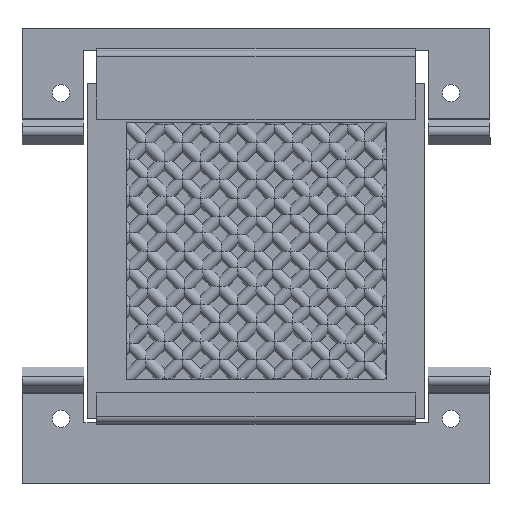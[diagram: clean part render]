
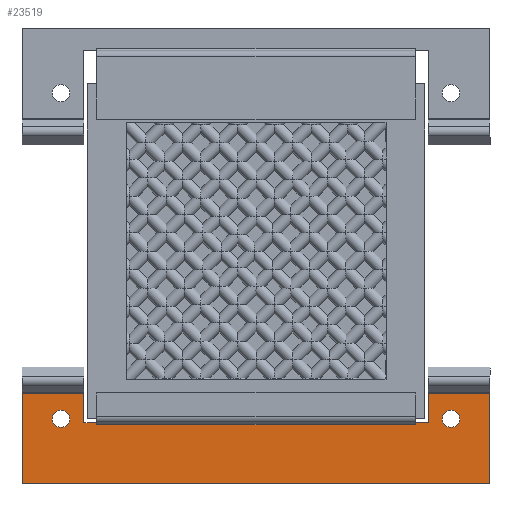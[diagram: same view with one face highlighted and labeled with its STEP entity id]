
A CAD part, front view. The second image highlights one B-rep face of the part: STEP entity #23519.
In plain terms, the highlighted planar face has unit normal (0, -1, 0).
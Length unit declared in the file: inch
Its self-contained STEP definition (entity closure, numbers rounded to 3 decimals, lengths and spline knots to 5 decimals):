
#122 = ORIENTED_EDGE ( 'NONE', *, *, #22309, .T. ) ;
#134 = LINE ( 'NONE', #24073, #22345 ) ;
#506 = DIRECTION ( 'NONE',  ( -1., 0., 0. ) ) ;
#625 = VECTOR ( 'NONE', #12226, 39.37008 ) ;
#697 = VERTEX_POINT ( 'NONE', #16488 ) ;
#765 = DIRECTION ( 'NONE',  ( 1., 0., 0. ) ) ;
#1551 = VERTEX_POINT ( 'NONE', #19342 ) ;
#1557 = CARTESIAN_POINT ( 'NONE',  ( 3.781, 0., -3.805 ) ) ;
#1648 = CARTESIAN_POINT ( 'NONE',  ( 4.5, 0., -3.9339 ) ) ;
#1657 = DIRECTION ( 'NONE',  ( -1., 0., 0. ) ) ;
#1702 = EDGE_CURVE ( 'NONE', #21278, #20408, #8056, .T. ) ;
#2220 = VECTOR ( 'NONE', #9548, 39.37008 ) ;
#2589 = CARTESIAN_POINT ( 'NONE',  ( 3.906, 0., -3.51265 ) ) ;
#2690 = CARTESIAN_POINT ( 'NONE',  ( 2.25, 0., -3.795 ) ) ;
#2953 = EDGE_CURVE ( 'NONE', #15651, #19582, #19316, .T. ) ;
#3853 = ORIENTED_EDGE ( 'NONE', *, *, #5420, .T. ) ;
#3871 = CARTESIAN_POINT ( 'NONE',  ( 0.375, 0., -3.838 ) ) ;
#4372 = DIRECTION ( 'NONE',  ( 1., 0., 0. ) ) ;
#4504 = EDGE_CURVE ( 'NONE', #9156, #1551, #23181, .T. ) ;
#4569 = LINE ( 'NONE', #16878, #8021 ) ;
#5087 = CARTESIAN_POINT ( 'NONE',  ( 4.5, 0., -3.51265 ) ) ;
#5283 = FACE_BOUND ( 'NONE', #8828, .T. ) ;
#5378 = CARTESIAN_POINT ( 'NONE',  ( 0.594, 0., -3.65383 ) ) ;
#5420 = EDGE_CURVE ( 'NONE', #23310, #21278, #22694, .T. ) ;
#5433 = DIRECTION ( 'NONE',  ( 0., 0., -1. ) ) ;
#5865 = DIRECTION ( 'NONE',  ( 0., 0., -1. ) ) ;
#5906 = CARTESIAN_POINT ( 'NONE',  ( 2.25, 0., -4.38 ) ) ;
#5941 = ORIENTED_EDGE ( 'NONE', *, *, #1702, .T. ) ;
#6230 = ORIENTED_EDGE ( 'NONE', *, *, #14141, .T. ) ;
#6256 = DIRECTION ( 'NONE',  ( 0., 0., -1. ) ) ;
#6567 = CARTESIAN_POINT ( 'NONE',  ( 2.25, 0., -3.795 ) ) ;
#6904 = CIRCLE ( 'NONE', #20143, 0.083 ) ;
#6953 = LINE ( 'NONE', #2690, #22359 ) ;
#7123 = CARTESIAN_POINT ( 'NONE',  ( 0.719, 0., -3.805 ) ) ;
#7212 = FACE_OUTER_BOUND ( 'NONE', #11997, .T. ) ;
#7348 = LINE ( 'NONE', #19409, #20544 ) ;
#7960 = LINE ( 'NONE', #5906, #625 ) ;
#8021 = VECTOR ( 'NONE', #18826, 39.37008 ) ;
#8056 = LINE ( 'NONE', #22053, #12602 ) ;
#8166 = CARTESIAN_POINT ( 'NONE',  ( 0.719, 0., -3.815 ) ) ;
#8366 = ORIENTED_EDGE ( 'NONE', *, *, #14858, .F. ) ;
#8828 = EDGE_LOOP ( 'NONE', ( #22992 ) ) ;
#9156 = VERTEX_POINT ( 'NONE', #19775 ) ;
#9259 = DIRECTION ( 'NONE',  ( 0., 0., -1. ) ) ;
#9449 = AXIS2_PLACEMENT_3D ( 'NONE', #22332, #12454, #6256 ) ;
#9486 = CARTESIAN_POINT ( 'NONE',  ( 0.719, 0., -3.795 ) ) ;
#9508 = VERTEX_POINT ( 'NONE', #9512 ) ;
#9512 = CARTESIAN_POINT ( 'NONE',  ( 0., 0., -3.51265 ) ) ;
#9548 = DIRECTION ( 'NONE',  ( 0., 0., -1. ) ) ;
#9640 = ORIENTED_EDGE ( 'NONE', *, *, #22471, .F. ) ;
#9641 = VERTEX_POINT ( 'NONE', #12204 ) ;
#9749 = EDGE_CURVE ( 'NONE', #9508, #9641, #4569, .T. ) ;
#10042 = CARTESIAN_POINT ( 'NONE',  ( 3.906, 0., -3.795 ) ) ;
#10262 = EDGE_CURVE ( 'NONE', #23310, #17461, #13441, .T. ) ;
#10755 = CARTESIAN_POINT ( 'NONE',  ( 4.5, 0., -4.38 ) ) ;
#10790 = AXIS2_PLACEMENT_3D ( 'NONE', #20846, #24971, #22657 ) ;
#10851 = PLANE ( 'NONE',  #10790 ) ;
#11162 = DIRECTION ( 'NONE',  ( 0., 0., -1. ) ) ;
#11225 = ORIENTED_EDGE ( 'NONE', *, *, #4504, .T. ) ;
#11275 = CARTESIAN_POINT ( 'NONE',  ( 4.5, 0., -3.51265 ) ) ;
#11795 = VECTOR ( 'NONE', #4372, 39.37008 ) ;
#11997 = EDGE_LOOP ( 'NONE', ( #24502, #9640, #13586, #21245, #14101, #6230, #14172, #3853, #5941, #8366, #11225, #122 ) ) ;
#12204 = CARTESIAN_POINT ( 'NONE',  ( 0., 0., -4.38 ) ) ;
#12226 = DIRECTION ( 'NONE',  ( 1., 0., 0. ) ) ;
#12454 = DIRECTION ( 'NONE',  ( 0., 1., 0. ) ) ;
#12602 = VECTOR ( 'NONE', #5865, 39.37008 ) ;
#12868 = CARTESIAN_POINT ( 'NONE',  ( 0.594, 0., -3.795 ) ) ;
#12925 = FACE_BOUND ( 'NONE', #19186, .T. ) ;
#13441 = LINE ( 'NONE', #1648, #2220 ) ;
#13473 = VECTOR ( 'NONE', #18940, 39.37008 ) ;
#13586 = ORIENTED_EDGE ( 'NONE', *, *, #22915, .F. ) ;
#14101 = ORIENTED_EDGE ( 'NONE', *, *, #9749, .T. ) ;
#14141 = EDGE_CURVE ( 'NONE', #9641, #17461, #7960, .T. ) ;
#14172 = ORIENTED_EDGE ( 'NONE', *, *, #10262, .F. ) ;
#14858 = EDGE_CURVE ( 'NONE', #9156, #20408, #24318, .T. ) ;
#15651 = VERTEX_POINT ( 'NONE', #9486 ) ;
#15977 = EDGE_CURVE ( 'NONE', #22357, #9508, #7348, .T. ) ;
#16063 = VERTEX_POINT ( 'NONE', #3871 ) ;
#16147 = VERTEX_POINT ( 'NONE', #12868 ) ;
#16488 = CARTESIAN_POINT ( 'NONE',  ( 4.125, 0., -3.838 ) ) ;
#16878 = CARTESIAN_POINT ( 'NONE',  ( 0., 0., -3.9339 ) ) ;
#17076 = VECTOR ( 'NONE', #19192, 39.37008 ) ;
#17145 = EDGE_CURVE ( 'NONE', #697, #697, #6904, .T. ) ;
#17461 = VERTEX_POINT ( 'NONE', #10755 ) ;
#18241 = CARTESIAN_POINT ( 'NONE',  ( 0.594, 0., -3.51265 ) ) ;
#18826 = DIRECTION ( 'NONE',  ( 0., 0., -1. ) ) ;
#18940 = DIRECTION ( 'NONE',  ( 0., 0., -1. ) ) ;
#18950 = VECTOR ( 'NONE', #5433, 39.37008 ) ;
#19186 = EDGE_LOOP ( 'NONE', ( #20055 ) ) ;
#19192 = DIRECTION ( 'NONE',  ( -1., 0., 0. ) ) ;
#19316 = LINE ( 'NONE', #7123, #13473 ) ;
#19342 = CARTESIAN_POINT ( 'NONE',  ( 3.781, 0., -3.815 ) ) ;
#19364 = LINE ( 'NONE', #5378, #21954 ) ;
#19409 = CARTESIAN_POINT ( 'NONE',  ( 4.5, 0., -3.51265 ) ) ;
#19582 = VERTEX_POINT ( 'NONE', #8166 ) ;
#19775 = CARTESIAN_POINT ( 'NONE',  ( 3.781, 0., -3.795 ) ) ;
#20055 = ORIENTED_EDGE ( 'NONE', *, *, #17145, .T. ) ;
#20143 = AXIS2_PLACEMENT_3D ( 'NONE', #22963, #22576, #11162 ) ;
#20408 = VERTEX_POINT ( 'NONE', #10042 ) ;
#20544 = VECTOR ( 'NONE', #1657, 39.37008 ) ;
#20621 = CIRCLE ( 'NONE', #9449, 0.083 ) ;
#20846 = CARTESIAN_POINT ( 'NONE',  ( 4.5, 0., -4.38 ) ) ;
#21245 = ORIENTED_EDGE ( 'NONE', *, *, #15977, .T. ) ;
#21278 = VERTEX_POINT ( 'NONE', #2589 ) ;
#21954 = VECTOR ( 'NONE', #9259, 39.37008 ) ;
#22053 = CARTESIAN_POINT ( 'NONE',  ( 3.906, 0., -3.65383 ) ) ;
#22309 = EDGE_CURVE ( 'NONE', #1551, #19582, #134, .T. ) ;
#22332 = CARTESIAN_POINT ( 'NONE',  ( 0.375, 0., -3.755 ) ) ;
#22345 = VECTOR ( 'NONE', #506, 39.37008 ) ;
#22357 = VERTEX_POINT ( 'NONE', #18241 ) ;
#22359 = VECTOR ( 'NONE', #765, 39.37008 ) ;
#22471 = EDGE_CURVE ( 'NONE', #16147, #15651, #6953, .T. ) ;
#22576 = DIRECTION ( 'NONE',  ( 0., 1., 0. ) ) ;
#22657 = DIRECTION ( 'NONE',  ( 0., 0., 1. ) ) ;
#22694 = LINE ( 'NONE', #11275, #17076 ) ;
#22915 = EDGE_CURVE ( 'NONE', #22357, #16147, #19364, .T. ) ;
#22963 = CARTESIAN_POINT ( 'NONE',  ( 4.125, 0., -3.755 ) ) ;
#22992 = ORIENTED_EDGE ( 'NONE', *, *, #25632, .T. ) ;
#23181 = LINE ( 'NONE', #1557, #18950 ) ;
#23310 = VERTEX_POINT ( 'NONE', #5087 ) ;
#23519 = ADVANCED_FACE ( 'NONE', ( #12925, #5283, #7212 ), #10851, .T. ) ;
#24073 = CARTESIAN_POINT ( 'NONE',  ( 4.5, 0., -3.815 ) ) ;
#24318 = LINE ( 'NONE', #6567, #11795 ) ;
#24502 = ORIENTED_EDGE ( 'NONE', *, *, #2953, .F. ) ;
#24971 = DIRECTION ( 'NONE',  ( 0., -1., 0. ) ) ;
#25632 = EDGE_CURVE ( 'NONE', #16063, #16063, #20621, .T. ) ;
